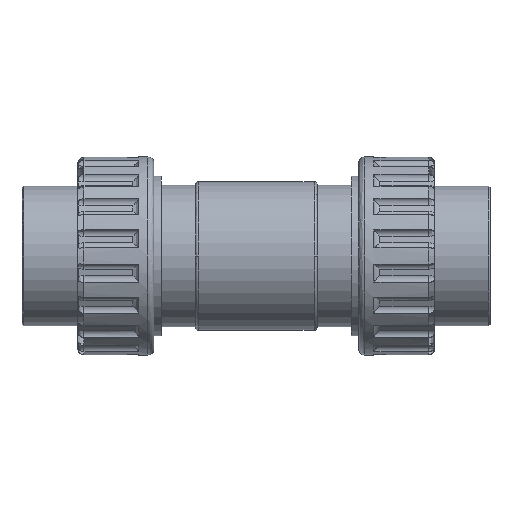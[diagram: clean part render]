
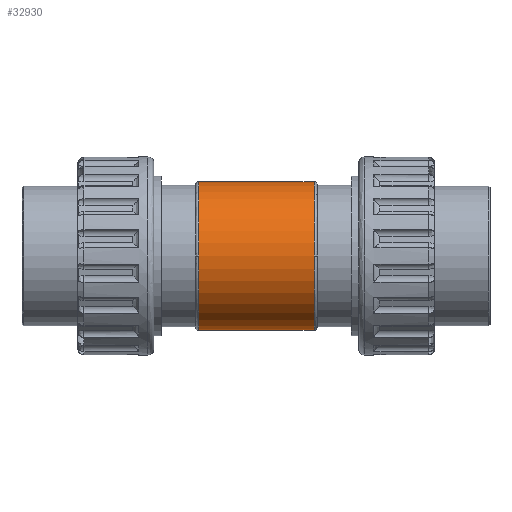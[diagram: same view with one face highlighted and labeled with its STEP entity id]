
A CAD part, front view. The second image highlights one B-rep face of the part: STEP entity #32930.
In plain terms, the highlighted cylindrical face has radius 31.115 mm (diameter 62.23 mm), a partial arc.
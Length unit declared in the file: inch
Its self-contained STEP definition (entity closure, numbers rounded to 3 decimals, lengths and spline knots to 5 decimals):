
#747 = VERTEX_POINT ( 'NONE', #25343 ) ;
#1325 = CARTESIAN_POINT ( 'NONE',  ( 0., -0.82577, 2.16562 ) ) ;
#3066 = FACE_OUTER_BOUND ( 'NONE', #35761, .T. ) ;
#5391 = AXIS2_PLACEMENT_3D ( 'NONE', #28979, #31980, #6373 ) ;
#6159 = DIRECTION ( 'NONE',  ( 0., 0., -1. ) ) ;
#6373 = DIRECTION ( 'NONE',  ( 0., 0., -1. ) ) ;
#6465 = CARTESIAN_POINT ( 'NONE',  ( 0.95, -2.05077, 0.94062 ) ) ;
#7128 = ORIENTED_EDGE ( 'NONE', *, *, #33868, .T. ) ;
#7930 = DIRECTION ( 'NONE',  ( -1., 0., 0. ) ) ;
#8341 = VERTEX_POINT ( 'NONE', #21831 ) ;
#9546 = DIRECTION ( 'NONE',  ( 1., 0., 0. ) ) ;
#9635 = CIRCLE ( 'NONE', #17378, 1.225 ) ;
#10573 = CARTESIAN_POINT ( 'NONE',  ( 0.95, -0.82577, 0.94062 ) ) ;
#12214 = CARTESIAN_POINT ( 'NONE',  ( 0.95, -0.82577, 2.16562 ) ) ;
#13490 = DIRECTION ( 'NONE',  ( -1., 0., 0. ) ) ;
#13927 = CARTESIAN_POINT ( 'NONE',  ( 0., -0.82577, 0.94062 ) ) ;
#14295 = CYLINDRICAL_SURFACE ( 'NONE', #28127, 1.225 ) ;
#15336 = LINE ( 'NONE', #1325, #32837 ) ;
#17378 = AXIS2_PLACEMENT_3D ( 'NONE', #35938, #13490, #21721 ) ;
#17421 = ORIENTED_EDGE ( 'NONE', *, *, #22090, .T. ) ;
#17991 = VECTOR ( 'NONE', #22228, 39.37008 ) ;
#21336 = ORIENTED_EDGE ( 'NONE', *, *, #35431, .T. ) ;
#21461 = ORIENTED_EDGE ( 'NONE', *, *, #31083, .T. ) ;
#21503 = CIRCLE ( 'NONE', #5391, 1.225 ) ;
#21580 = EDGE_CURVE ( 'NONE', #28645, #23961, #15336, .T. ) ;
#21721 = DIRECTION ( 'NONE',  ( 0., 0., -1. ) ) ;
#21831 = CARTESIAN_POINT ( 'NONE',  ( -0.95, -2.05077, 0.94062 ) ) ;
#22090 = EDGE_CURVE ( 'NONE', #29955, #36193, #29840, .T. ) ;
#22228 = DIRECTION ( 'NONE',  ( 1., 0., 0. ) ) ;
#22404 = LINE ( 'NONE', #36994, #17991 ) ;
#23961 = VERTEX_POINT ( 'NONE', #12214 ) ;
#24085 = CARTESIAN_POINT ( 'NONE',  ( -0.95, -0.82577, 2.16562 ) ) ;
#24519 = CIRCLE ( 'NONE', #26315, 1.225 ) ;
#25343 = CARTESIAN_POINT ( 'NONE',  ( -0.95, -0.82577, -0.28438 ) ) ;
#25424 = EDGE_CURVE ( 'NONE', #747, #29955, #22404, .T. ) ;
#26255 = CARTESIAN_POINT ( 'NONE',  ( 0.95, -0.82577, -0.28438 ) ) ;
#26315 = AXIS2_PLACEMENT_3D ( 'NONE', #28586, #26346, #6159 ) ;
#26346 = DIRECTION ( 'NONE',  ( 1., 0., 0. ) ) ;
#26471 = ORIENTED_EDGE ( 'NONE', *, *, #25424, .T. ) ;
#27404 = ORIENTED_EDGE ( 'NONE', *, *, #21580, .F. ) ;
#27936 = DIRECTION ( 'NONE',  ( 0., 0., -1. ) ) ;
#28127 = AXIS2_PLACEMENT_3D ( 'NONE', #13927, #36737, #28298 ) ;
#28298 = DIRECTION ( 'NONE',  ( 0., 0., -1. ) ) ;
#28586 = CARTESIAN_POINT ( 'NONE',  ( -0.95, -0.82577, 0.94062 ) ) ;
#28645 = VERTEX_POINT ( 'NONE', #24085 ) ;
#28979 = CARTESIAN_POINT ( 'NONE',  ( -0.95, -0.82577, 0.94062 ) ) ;
#29840 = CIRCLE ( 'NONE', #31039, 1.225 ) ;
#29955 = VERTEX_POINT ( 'NONE', #26255 ) ;
#31039 = AXIS2_PLACEMENT_3D ( 'NONE', #10573, #7930, #27936 ) ;
#31083 = EDGE_CURVE ( 'NONE', #28645, #8341, #24519, .T. ) ;
#31980 = DIRECTION ( 'NONE',  ( 1., 0., 0. ) ) ;
#32837 = VECTOR ( 'NONE', #9546, 39.37008 ) ;
#32930 = ADVANCED_FACE ( 'NONE', ( #3066 ), #14295, .T. ) ;
#33868 = EDGE_CURVE ( 'NONE', #8341, #747, #21503, .T. ) ;
#35431 = EDGE_CURVE ( 'NONE', #36193, #23961, #9635, .T. ) ;
#35761 = EDGE_LOOP ( 'NONE', ( #27404, #21461, #7128, #26471, #17421, #21336 ) ) ;
#35938 = CARTESIAN_POINT ( 'NONE',  ( 0.95, -0.82577, 0.94062 ) ) ;
#36193 = VERTEX_POINT ( 'NONE', #6465 ) ;
#36737 = DIRECTION ( 'NONE',  ( 1., 0., 0. ) ) ;
#36994 = CARTESIAN_POINT ( 'NONE',  ( 0., -0.82577, -0.28438 ) ) ;
